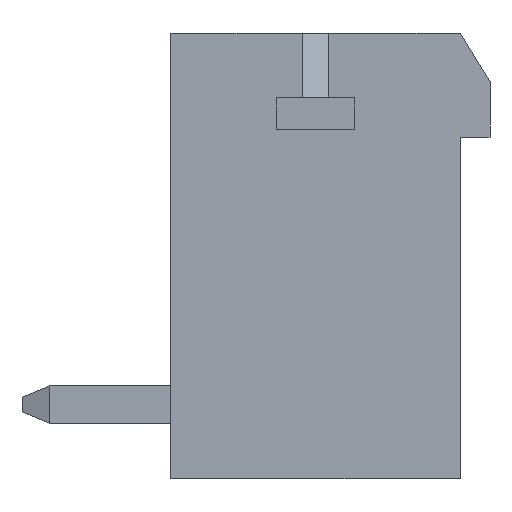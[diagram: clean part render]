
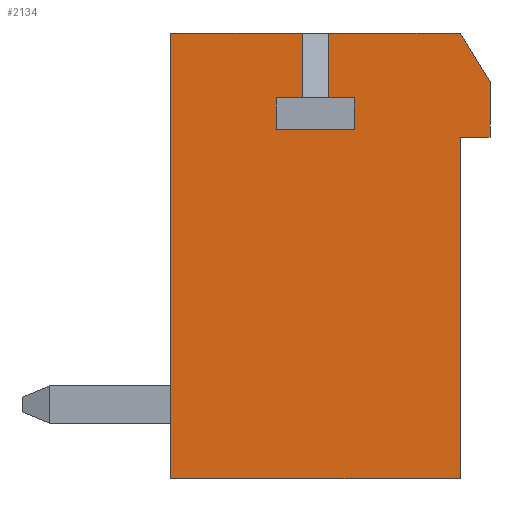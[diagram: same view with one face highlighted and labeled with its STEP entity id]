
A CAD part, left-side view. The second image highlights one B-rep face of the part: STEP entity #2134.
In plain terms, the highlighted planar face has unit normal (-1, 0, 0).
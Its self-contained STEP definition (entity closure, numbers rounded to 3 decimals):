
#57=ORIENTED_EDGE('',*,*,#677,.T.);
#58=ORIENTED_EDGE('',*,*,#678,.T.);
#59=ORIENTED_EDGE('',*,*,#679,.T.);
#60=ORIENTED_EDGE('',*,*,#680,.T.);
#61=ORIENTED_EDGE('',*,*,#681,.T.);
#62=ORIENTED_EDGE('',*,*,#682,.T.);
#63=ORIENTED_EDGE('',*,*,#683,.T.);
#64=ORIENTED_EDGE('',*,*,#684,.T.);
#65=ORIENTED_EDGE('',*,*,#685,.T.);
#66=ORIENTED_EDGE('',*,*,#686,.T.);
#67=ORIENTED_EDGE('',*,*,#687,.T.);
#68=ORIENTED_EDGE('',*,*,#688,.T.);
#69=ORIENTED_EDGE('',*,*,#689,.T.);
#70=ORIENTED_EDGE('',*,*,#690,.T.);
#71=ORIENTED_EDGE('',*,*,#691,.T.);
#677=EDGE_CURVE('',#987,#988,#1189,.T.);
#678=EDGE_CURVE('',#988,#989,#1190,.T.);
#679=EDGE_CURVE('',#989,#990,#1191,.T.);
#680=EDGE_CURVE('',#990,#991,#1192,.T.);
#681=EDGE_CURVE('',#991,#992,#1193,.T.);
#682=EDGE_CURVE('',#992,#993,#1194,.T.);
#683=EDGE_CURVE('',#993,#994,#1195,.T.);
#684=EDGE_CURVE('',#994,#995,#1196,.T.);
#685=EDGE_CURVE('',#995,#996,#1197,.T.);
#686=EDGE_CURVE('',#996,#997,#1198,.T.);
#687=EDGE_CURVE('',#997,#998,#1199,.T.);
#688=EDGE_CURVE('',#998,#999,#1200,.T.);
#689=EDGE_CURVE('',#999,#1000,#1201,.T.);
#690=EDGE_CURVE('',#1000,#1001,#1202,.T.);
#691=EDGE_CURVE('',#1001,#987,#1203,.T.);
#987=VERTEX_POINT('',#2981);
#988=VERTEX_POINT('',#2982);
#989=VERTEX_POINT('',#2984);
#990=VERTEX_POINT('',#2986);
#991=VERTEX_POINT('',#2988);
#992=VERTEX_POINT('',#2990);
#993=VERTEX_POINT('',#2992);
#994=VERTEX_POINT('',#2994);
#995=VERTEX_POINT('',#2996);
#996=VERTEX_POINT('',#2998);
#997=VERTEX_POINT('',#3000);
#998=VERTEX_POINT('',#3002);
#999=VERTEX_POINT('',#3004);
#1000=VERTEX_POINT('',#3006);
#1001=VERTEX_POINT('',#3008);
#1189=LINE('',#2980,#1483);
#1190=LINE('',#2983,#1484);
#1191=LINE('',#2985,#1485);
#1192=LINE('',#2987,#1486);
#1193=LINE('',#2989,#1487);
#1194=LINE('',#2991,#1488);
#1195=LINE('',#2993,#1489);
#1196=LINE('',#2995,#1490);
#1197=LINE('',#2997,#1491);
#1198=LINE('',#2999,#1492);
#1199=LINE('',#3001,#1493);
#1200=LINE('',#3003,#1494);
#1201=LINE('',#3005,#1495);
#1202=LINE('',#3007,#1496);
#1203=LINE('',#3009,#1497);
#1483=VECTOR('',#2416,1000.);
#1484=VECTOR('',#2417,1000.);
#1485=VECTOR('',#2418,1000.);
#1486=VECTOR('',#2419,1000.);
#1487=VECTOR('',#2420,1000.);
#1488=VECTOR('',#2421,1000.);
#1489=VECTOR('',#2422,1000.);
#1490=VECTOR('',#2423,1000.);
#1491=VECTOR('',#2424,1000.);
#1492=VECTOR('',#2425,1000.);
#1493=VECTOR('',#2426,1000.);
#1494=VECTOR('',#2427,1000.);
#1495=VECTOR('',#2428,1000.);
#1496=VECTOR('',#2429,1000.);
#1497=VECTOR('',#2430,1000.);
#1777=EDGE_LOOP('',(#57,#58,#59,#60,#61,#62,#63,#64,#65,#66,#67,#68,#69,
#70,#71));
#1901=FACE_BOUND('',#1777,.T.);
#2025=PLANE('',#2277);
#2134=ADVANCED_FACE('',(#1901),#2025,.T.);
#2277=AXIS2_PLACEMENT_3D('',#2979,#2414,#2415);
#2414=DIRECTION('',(-1.,0.,0.));
#2415=DIRECTION('',(0.,0.,1.));
#2416=DIRECTION('',(0.,1.,0.));
#2417=DIRECTION('',(0.,0.,-1.));
#2418=DIRECTION('',(0.,-1.,0.));
#2419=DIRECTION('',(0.,0.,-1.));
#2420=DIRECTION('',(0.,1.,0.));
#2421=DIRECTION('',(0.,0.,1.));
#2422=DIRECTION('',(0.,-1.,0.));
#2423=DIRECTION('',(0.,0.,1.));
#2424=DIRECTION('',(0.,1.,0.));
#2425=DIRECTION('',(0.,0.,-1.));
#2426=DIRECTION('',(0.,-1.,0.));
#2427=DIRECTION('',(0.,0.,1.));
#2428=DIRECTION('',(0.,-1.,0.));
#2429=DIRECTION('',(0.,0.,1.));
#2430=DIRECTION('',(0.,0.524,0.852));
#2979=CARTESIAN_POINT('',(-6.08,0.,0.));
#2980=CARTESIAN_POINT('',(-6.08,-3.9,6.));
#2981=CARTESIAN_POINT('',(-6.08,-3.9,6.));
#2982=CARTESIAN_POINT('',(-6.08,-0.35,6.));
#2983=CARTESIAN_POINT('',(-6.08,-0.35,6.));
#2984=CARTESIAN_POINT('',(-6.08,-0.35,4.26));
#2985=CARTESIAN_POINT('',(-6.08,-0.35,4.26));
#2986=CARTESIAN_POINT('',(-6.08,-1.051,4.26));
#2987=CARTESIAN_POINT('',(-6.08,-1.051,4.26));
#2988=CARTESIAN_POINT('',(-6.08,-1.051,3.4));
#2989=CARTESIAN_POINT('',(-6.08,-1.051,3.4));
#2990=CARTESIAN_POINT('',(-6.08,1.051,3.4));
#2991=CARTESIAN_POINT('',(-6.08,1.051,3.4));
#2992=CARTESIAN_POINT('',(-6.08,1.051,4.26));
#2993=CARTESIAN_POINT('',(-6.08,1.051,4.26));
#2994=CARTESIAN_POINT('',(-6.08,0.35,4.26));
#2995=CARTESIAN_POINT('',(-6.08,0.35,4.26));
#2996=CARTESIAN_POINT('',(-6.08,0.35,6.));
#2997=CARTESIAN_POINT('',(-6.08,-3.9,6.));
#2998=CARTESIAN_POINT('',(-6.08,3.9,6.));
#2999=CARTESIAN_POINT('',(-6.08,3.9,6.));
#3000=CARTESIAN_POINT('',(-6.08,3.9,-6.));
#3001=CARTESIAN_POINT('',(-6.08,3.9,-6.));
#3002=CARTESIAN_POINT('',(-6.08,-3.9,-6.));
#3003=CARTESIAN_POINT('',(-6.08,-3.9,-6.));
#3004=CARTESIAN_POINT('',(-6.08,-3.9,3.2));
#3005=CARTESIAN_POINT('',(-6.08,-3.9,3.2));
#3006=CARTESIAN_POINT('',(-6.08,-4.7,3.2));
#3007=CARTESIAN_POINT('',(-6.08,-4.7,3.2));
#3008=CARTESIAN_POINT('',(-6.08,-4.7,4.7));
#3009=CARTESIAN_POINT('',(-6.08,-4.7,4.7));
